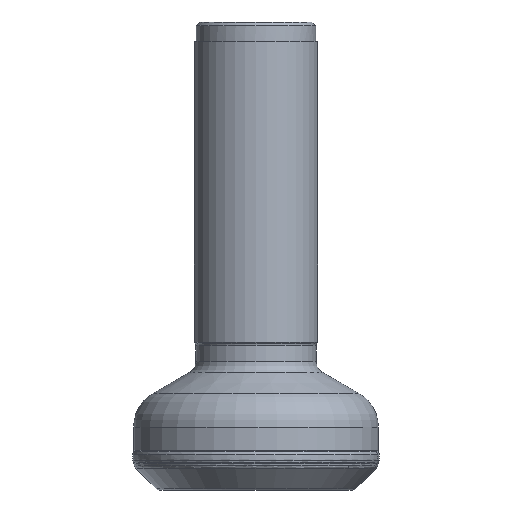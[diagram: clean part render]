
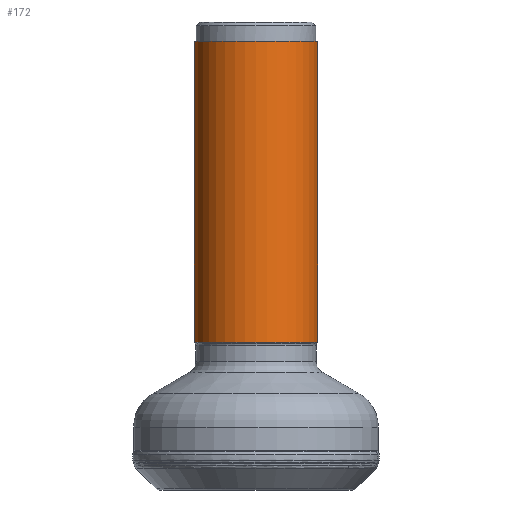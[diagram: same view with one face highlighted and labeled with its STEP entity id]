
A CAD part, front view. The second image highlights one B-rep face of the part: STEP entity #172.
In plain terms, the highlighted cylindrical face has radius 15.875 mm (diameter 31.75 mm), a partial arc.
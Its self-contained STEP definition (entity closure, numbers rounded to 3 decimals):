
#31=CYLINDRICAL_SURFACE('',#2013,15.875);
#172=ADVANCED_FACE('',(#353),#31,.T.);
#353=FACE_OUTER_BOUND('',#465,.T.);
#465=EDGE_LOOP('',(#853,#854,#855,#856));
#853=ORIENTED_EDGE('',*,*,#1298,.T.);
#854=ORIENTED_EDGE('',*,*,#1296,.F.);
#855=ORIENTED_EDGE('',*,*,#1297,.F.);
#856=ORIENTED_EDGE('',*,*,#1299,.F.);
#1064=VERTEX_POINT('',#4271);
#1065=VERTEX_POINT('',#4273);
#1080=VERTEX_POINT('',#4324);
#1081=VERTEX_POINT('',#4325);
#1296=EDGE_CURVE('',#1081,#1080,#1564,.T.);
#1297=EDGE_CURVE('',#1065,#1081,#1713,.T.);
#1298=EDGE_CURVE('',#1064,#1080,#1714,.T.);
#1299=EDGE_CURVE('',#1064,#1065,#1565,.T.);
#1564=CIRCLE('',#2009,15.875);
#1565=CIRCLE('',#2012,15.875);
#1713=LINE('',#4328,#1737);
#1714=LINE('',#4329,#1738);
#1737=VECTOR('',#2411,1.);
#1738=VECTOR('',#2412,1.);
#2009=AXIS2_PLACEMENT_3D('',#4326,#2407,#2408);
#2012=AXIS2_PLACEMENT_3D('',#4331,#2415,#2416);
#2013=AXIS2_PLACEMENT_3D('',#4332,#2417,#2418);
#2407=DIRECTION('',(0.,0.,1.));
#2408=DIRECTION('',(-1.,0.,0.));
#2411=DIRECTION('',(0.,0.,1.));
#2412=DIRECTION('',(0.,0.,1.));
#2415=DIRECTION('',(0.,0.,-1.));
#2416=DIRECTION('',(1.,0.,0.));
#2417=DIRECTION('',(0.,0.,1.));
#2418=DIRECTION('',(-1.,0.,0.));
#4271=CARTESIAN_POINT('',(15.875,0.,-39.687));
#4273=CARTESIAN_POINT('',(-15.875,0.,-39.687));
#4324=CARTESIAN_POINT('',(15.875,0.,37.863));
#4325=CARTESIAN_POINT('',(-15.875,0.,37.863));
#4326=CARTESIAN_POINT('',(0.,0.,37.863));
#4328=CARTESIAN_POINT('',(-15.875,0.,-39.687));
#4329=CARTESIAN_POINT('',(15.875,0.,-39.687));
#4331=CARTESIAN_POINT('',(0.,0.,-39.687));
#4332=CARTESIAN_POINT('',(0.,0.,-77.788));
